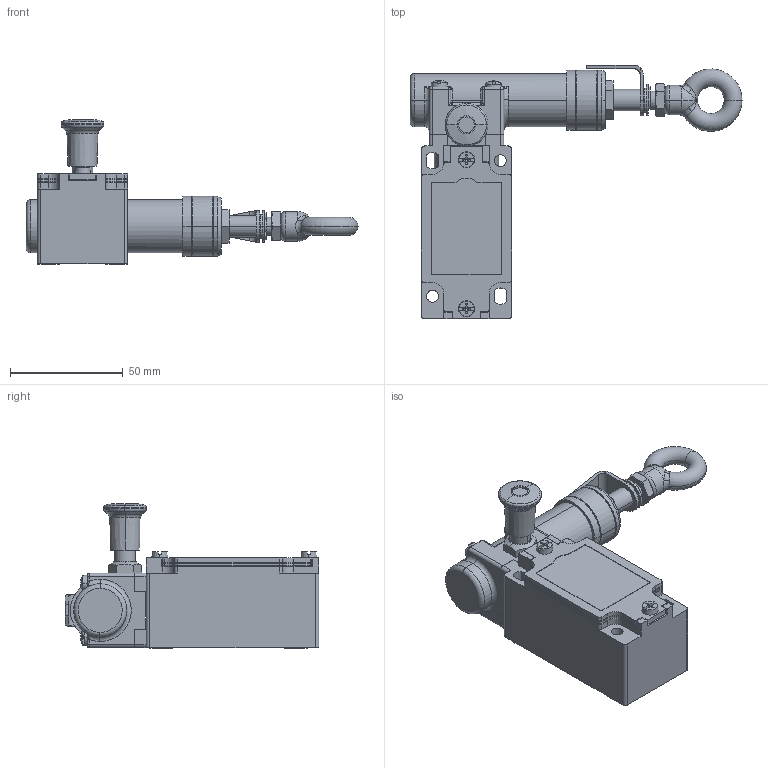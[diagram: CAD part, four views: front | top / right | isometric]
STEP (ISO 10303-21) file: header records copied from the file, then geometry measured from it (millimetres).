
FILE_DESCRIPTION(('STEP AP242'),'1');
FILE_NAME('cable_stop_xy2cjr15.stp','2021-01-19T10:41:00',('TraceParts'),('TraceParts S.A.'),'Spatial InterOp 3D',' ',' ');
FILE_SCHEMA(('AP242_MANAGED_MODEL_BASED_3D_ENGINEERING_MIM_LF {1 0 10303 442 1 1 4}'));
Length unit declared in the file: millimetre
Products named in the file (1): cable_stop_xy2cjr15_1
Bounding box: 147 x 112.3 x 64.2 mm (x, y, z)
Volume: 199552.7 mm3; surface area: 54873.6 mm2
Topology: 22 solids, 22 shells, 774 faces, 1944 edges, 1236 vertices
Faces by surface type: plane 361, cylinder 273, bspline 44, cone 36, torus 36, sphere 24
Entity records: 26370 total; most frequent: CARTESIAN_POINT 7578, DIRECTION 4021, ORIENTED_EDGE 3880, EDGE_CURVE 1940, AXIS2_PLACEMENT_3D 1509, VERTEX_POINT 1236, LINE 1003, VECTOR 1003
